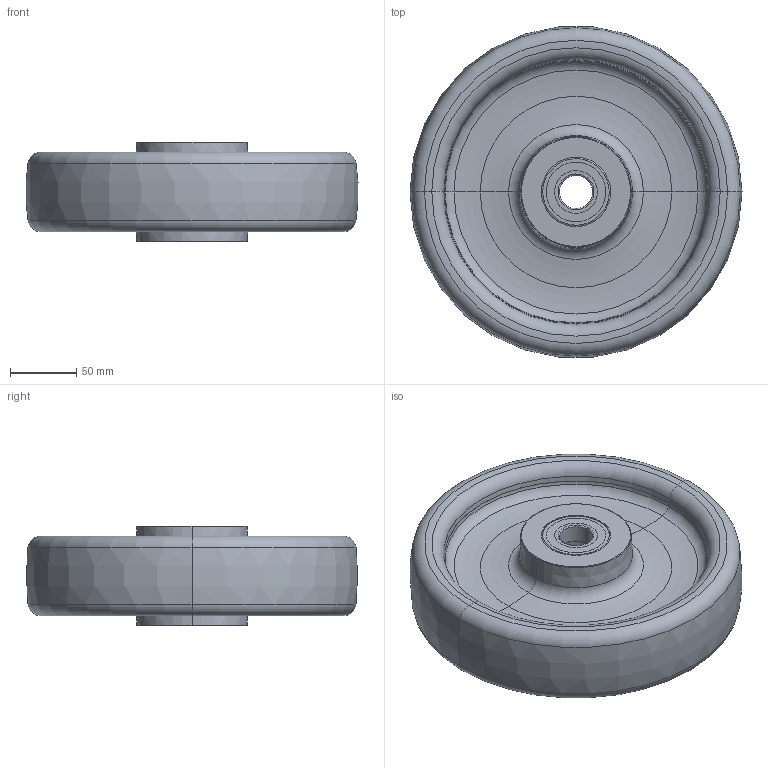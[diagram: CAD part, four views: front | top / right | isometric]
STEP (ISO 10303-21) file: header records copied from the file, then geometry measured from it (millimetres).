
FILE_DESCRIPTION (( 'STEP AP214' ), '1' );
FILE_NAME ('0016971_EPUK-250-60-75-K25.STEP', '2017-04-12T10:45:07', ( '' ), ( '' ), 'SwSTEP 2.0', 'SolidWorks 2016', '' );
FILE_SCHEMA (( 'AUTOMOTIVE_DESIGN' ));
Length unit declared in the file: millimetre
Products named in the file (1): 0016971_EPUK-250-60-75-K25
Bounding box: 249.66 x 248.3 x 75 mm (x, y, z)
Surface area: 179107.8 mm2 (no closed solid volume)
Topology: 0 solids, 10 shells, 80 faces, 180 edges, 110 vertices
Faces by surface type: torus 54, cylinder 12, plane 10, cone 4
Entity records: 3184 total; most frequent: DIRECTION 506, CARTESIAN_POINT 371, ORIENTED_EDGE 320, AXIS2_PLACEMENT_3D 245, EDGE_CURVE 180, CIRCLE 164, VERTEX_POINT 110, EDGE_LOOP 90
